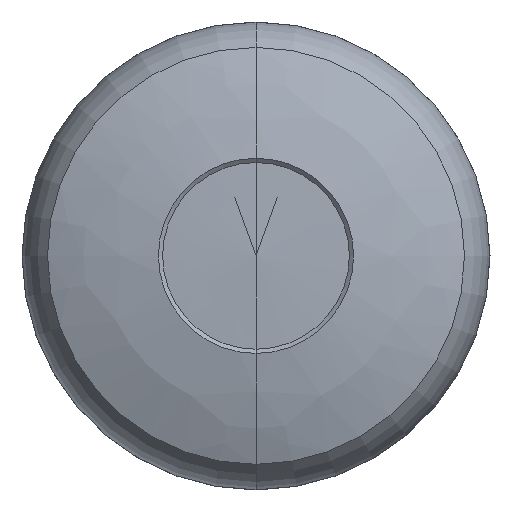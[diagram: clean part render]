
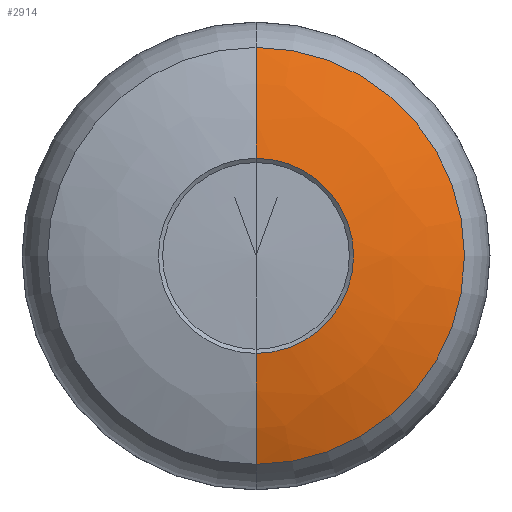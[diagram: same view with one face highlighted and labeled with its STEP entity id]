
A CAD part, top view. The second image highlights one B-rep face of the part: STEP entity #2914.
In plain terms, the highlighted free-form (B-spline) face has degree [3, 3] with [7, 4] control points.
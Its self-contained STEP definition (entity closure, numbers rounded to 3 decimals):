
#283=CARTESIAN_POINT('',(0.,0.,42.45));
#284=DIRECTION('',(0.,0.,-1.));
#285=DIRECTION('',(0.,1.,0.));
#286=AXIS2_PLACEMENT_3D('',#283,#284,#285);
#288=CARTESIAN_POINT('',(0.,3.384,7.27));
#289=DIRECTION('',(1.,0.,0.));
#290=DIRECTION('',(0.,0.378,0.926));
#291=AXIS2_PLACEMENT_3D('',#288,#289,#290);
#293=CARTESIAN_POINT('',(0.,-3.384,7.27));
#294=DIRECTION('',(-1.,0.,0.));
#295=DIRECTION('',(0.,-0.378,0.926));
#296=AXIS2_PLACEMENT_3D('',#293,#294,#295);
#316=CARTESIAN_POINT('',(0.,0.,44.95));
#317=DIRECTION('',(0.,0.,-1.));
#318=DIRECTION('',(0.,1.,0.));
#319=AXIS2_PLACEMENT_3D('',#316,#317,#318);
#2352=CARTESIAN_POINT('',(0.,17.75,42.45));
#2353=VERTEX_POINT('',#2352);
#2354=CARTESIAN_POINT('',(0.,8.308,44.95));
#2355=VERTEX_POINT('',#2354);
#2364=CARTESIAN_POINT('',(0.,-17.75,42.45));
#2365=VERTEX_POINT('',#2364);
#2366=CARTESIAN_POINT('',(0.,-8.308,44.95));
#2367=VERTEX_POINT('',#2366);
#2876=CARTESIAN_POINT('',(-0.509,8.097,
44.975));
#2877=CARTESIAN_POINT('',(-0.722,11.47,
44.551));
#2878=CARTESIAN_POINT('',(-0.928,14.756,
43.679));
#2879=CARTESIAN_POINT('',(-1.126,17.896,42.375));
#2880=CARTESIAN_POINT('',(4.474,8.411,44.975));
#2881=CARTESIAN_POINT('',(6.337,11.914,44.551));
#2882=CARTESIAN_POINT('',(8.152,15.327,43.679));
#2883=CARTESIAN_POINT('',(9.887,18.589,42.375));
#2884=CARTESIAN_POINT('',(8.113,4.993,44.975));
#2885=CARTESIAN_POINT('',(11.493,7.072,44.551));
#2886=CARTESIAN_POINT('',(14.785,9.099,43.679));
#2887=CARTESIAN_POINT('',(17.931,11.035,42.375));
#2888=CARTESIAN_POINT('',(8.113,0.,44.975));
#2889=CARTESIAN_POINT('',(11.493,0.,44.551));
#2890=CARTESIAN_POINT('',(14.785,0.,43.679));
#2891=CARTESIAN_POINT('',(17.931,0.,42.375));
#2892=CARTESIAN_POINT('',(8.113,-4.993,44.975));
#2893=CARTESIAN_POINT('',(11.493,-7.072,44.551));
#2894=CARTESIAN_POINT('',(14.785,-9.099,43.679));
#2895=CARTESIAN_POINT('',(17.931,-11.035,42.375));
#2896=CARTESIAN_POINT('',(4.474,-8.411,44.975));
#2897=CARTESIAN_POINT('',(6.337,-11.914,44.551));
#2898=CARTESIAN_POINT('',(8.152,-15.327,43.679));
#2899=CARTESIAN_POINT('',(9.887,-18.589,42.375));
#2900=CARTESIAN_POINT('',(-0.509,-8.097,
44.975));
#2901=CARTESIAN_POINT('',(-0.722,-11.47,
44.551));
#2902=CARTESIAN_POINT('',(-0.928,-14.756,
43.679));
#2903=CARTESIAN_POINT('',(-1.126,-17.896,
42.375));
#2904=(BOUNDED_SURFACE()B_SPLINE_SURFACE(3,3,((#2876,#2877,#2878,#2879),(#2880,
#2881,#2882,#2883),(#2884,#2885,#2886,#2887),(#2888,#2889,#2890,#2891),(#2892,
#2893,#2894,#2895),(#2896,#2897,#2898,#2899),(#2900,#2901,#2902,#2903)),
.UNSPECIFIED.,.F.,.F.,.F.)B_SPLINE_SURFACE_WITH_KNOTS((4,3,4),(4,4),(0.,1.,
2.),(0.,1.),.UNSPECIFIED.)GEOMETRIC_REPRESENTATION_ITEM()RATIONAL_B_SPLINE_SURFACE(((1.193,1.185,1.185,1.193),(
0.942,0.936,0.936,0.942),(
0.942,0.936,0.936,0.942),(
1.193,1.185,1.185,1.193),(
0.942,0.936,0.936,0.942),(
0.942,0.936,0.936,0.942),(
1.193,1.185,1.185,1.193)))REPRESENTATION_ITEM('')SURFACE());
#2906=ORIENTED_EDGE('',*,*,#2905,.F.);
#2907=ORIENTED_EDGE('',*,*,#2871,.T.);
#2909=ORIENTED_EDGE('',*,*,#2908,.T.);
#2911=ORIENTED_EDGE('',*,*,#2910,.F.);
#2912=EDGE_LOOP('',(#2906,#2907,#2909,#2911));
#2913=FACE_OUTER_BOUND('',#2912,.F.);
#2914=ADVANCED_FACE('',(#2913),#2904,.T.);
#287=CIRCLE('',#286,17.75);
#292=CIRCLE('',#291,38.);
#297=CIRCLE('',#296,38.);
#320=CIRCLE('',#319,8.308);
#2871=EDGE_CURVE('',#2353,#2365,#287,.T.);
#2905=EDGE_CURVE('',#2353,#2355,#292,.T.);
#2908=EDGE_CURVE('',#2365,#2367,#297,.T.);
#2910=EDGE_CURVE('',#2355,#2367,#320,.T.);
